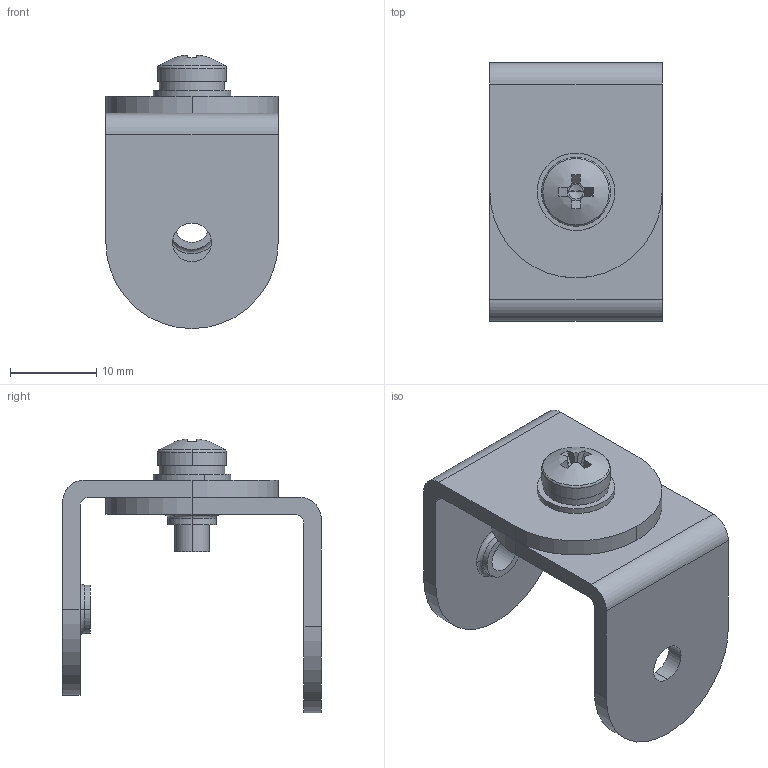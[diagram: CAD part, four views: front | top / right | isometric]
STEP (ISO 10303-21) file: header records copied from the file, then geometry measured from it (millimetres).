
FILE_DESCRIPTION (( 'STEP AP214' ), '1' );
FILE_NAME ('CWF-001.step', '2019-03-26T15:49:16', ( '' ), ( '' ), 'SwSTEP 2.0', 'SolidWorks 2018', '' );
FILE_SCHEMA (( 'AUTOMOTIVE_DESIGN' ));
Length unit declared in the file: inch
Products named in the file (1): CWF-001
Bounding box: 20 x 30 x 31.72 mm (x, y, z)
Volume: 3668.9 mm3; surface area: 4484.6 mm2
Topology: 5 solids, 5 shells, 89 faces, 208 edges, 131 vertices
Faces by surface type: plane 38, cylinder 32, bspline 13, cone 6
Entity records: 4206 total; most frequent: CARTESIAN_POINT 936, DIRECTION 430, ORIENTED_EDGE 412, EDGE_CURVE 206, AXIS2_PLACEMENT_3D 173, VERTEX_POINT 131, EDGE_LOOP 103, DIMENSIONAL_EXPONENTS 96
